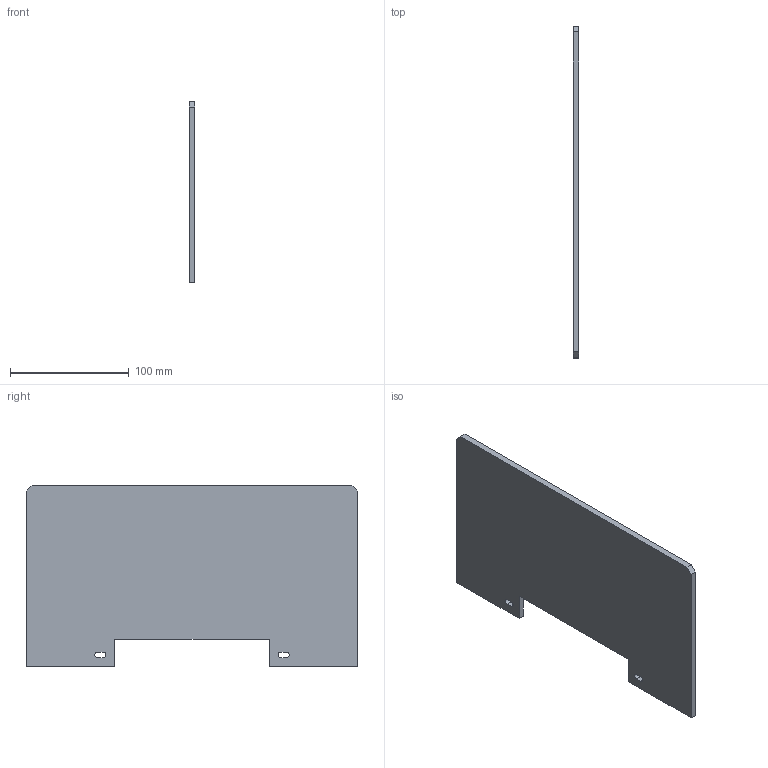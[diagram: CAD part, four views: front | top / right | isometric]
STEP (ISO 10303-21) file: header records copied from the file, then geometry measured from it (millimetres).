
FILE_DESCRIPTION((''),'2;1');
FILE_NAME('004661503_LBS_TS1250_3P_ASM','2021-10-13T',('marketing.praksa'),('Audax d.o.o.'),'CREO PARAMETRIC BY PTC INC, 2017480','CREO PARAMETRIC BY PTC INC, 2017480','');
FILE_SCHEMA(('AUTOMOTIVE_DESIGN { 1 0 10303 214 1 1 1 1 }'));
Length unit declared in the file: millimetre
Products named in the file (6): PRT9563_1; PRT9564_1_1; PRT9564_1_2; PRT9564_1_3; PRT9564_1_ASM; 004661503_LBS_TS1250_3P_ASM
Assembly tree (5 placements, depth 3):
  004661503_LBS_TS1250_3P_ASM
    PRT9563_1
    PRT9564_1_ASM
      PRT9564_1_1
      PRT9564_1_2
      PRT9564_1_3
Bounding box: 5 x 279.5 x 153 mm (x, y, z)
Volume: 198278.9 mm3; surface area: 84415.9 mm2
Topology: 4 solids, 4 shells, 125 faces, 342 edges, 228 vertices
Faces by surface type: plane 73, cylinder 52
Entity records: 5747 total; most frequent: DIRECTION 724, CARTESIAN_POINT 724, ORIENTED_EDGE 684, PRESENTATION_STYLE_ASSIGNMENT 390, STYLED_ITEM 390, CURVE_STYLE 342, EDGE_CURVE 342, AXIS2_PLACEMENT_3D 243
